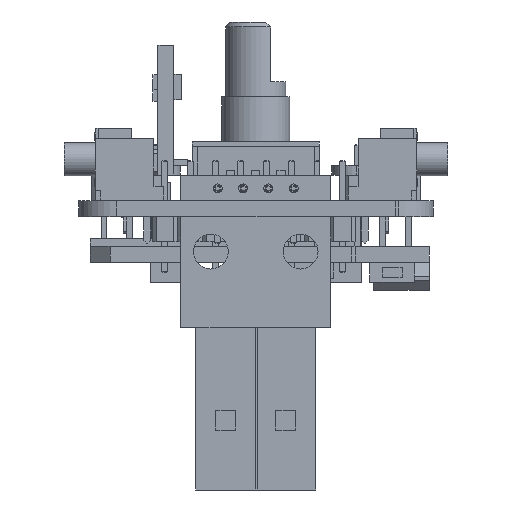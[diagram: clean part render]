
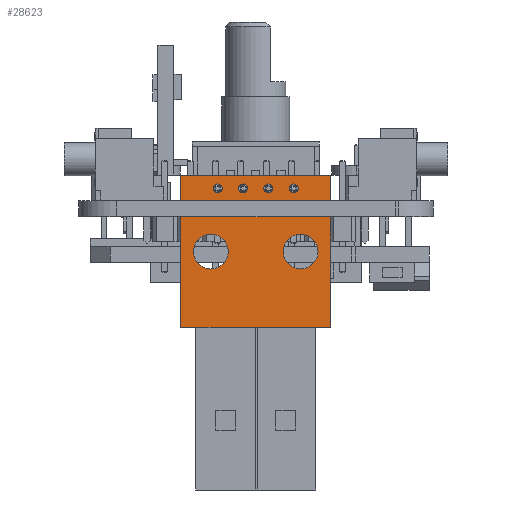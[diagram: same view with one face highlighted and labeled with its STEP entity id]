
A CAD part, front view. The second image highlights one B-rep face of the part: STEP entity #28623.
In plain terms, the highlighted face is planar.
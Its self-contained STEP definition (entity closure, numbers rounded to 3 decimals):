
#796=FACE_BOUND('',#5451,.T.);
#797=FACE_BOUND('',#5452,.T.);
#798=FACE_BOUND('',#5453,.T.);
#799=FACE_BOUND('',#5454,.T.);
#800=FACE_BOUND('',#5455,.T.);
#801=FACE_BOUND('',#5456,.T.);
#2087=PLANE('',#30735);
#3607=FACE_OUTER_BOUND('',#5450,.T.);
#5450=EDGE_LOOP('',(#26909,#26910,#26911,#26912));
#5451=EDGE_LOOP('',(#26913));
#5452=EDGE_LOOP('',(#26914));
#5453=EDGE_LOOP('',(#26915));
#5454=EDGE_LOOP('',(#26916));
#5455=EDGE_LOOP('',(#26917));
#5456=EDGE_LOOP('',(#26918));
#5819=CIRCLE('',#30714,1.75);
#5821=CIRCLE('',#30717,1.75);
#5822=CIRCLE('',#30719,0.445);
#5824=CIRCLE('',#30722,0.445);
#5826=CIRCLE('',#30725,0.445);
#5828=CIRCLE('',#30728,0.445);
#9246=LINE('',#47132,#12672);
#9249=LINE('',#47138,#12675);
#9252=LINE('',#47144,#12678);
#9255=LINE('',#47148,#12681);
#12672=VECTOR('',#37936,10.);
#12675=VECTOR('',#37941,10.);
#12678=VECTOR('',#37946,10.);
#12681=VECTOR('',#37951,10.);
#15209=VERTEX_POINT('',#47092);
#15211=VERTEX_POINT('',#47098);
#15212=VERTEX_POINT('',#47102);
#15214=VERTEX_POINT('',#47108);
#15216=VERTEX_POINT('',#47114);
#15218=VERTEX_POINT('',#47120);
#15222=VERTEX_POINT('',#47129);
#15223=VERTEX_POINT('',#47131);
#15225=VERTEX_POINT('',#47137);
#15227=VERTEX_POINT('',#47143);
#19097=EDGE_CURVE('',#15209,#15209,#5819,.T.);
#19100=EDGE_CURVE('',#15211,#15211,#5821,.T.);
#19101=EDGE_CURVE('',#15212,#15212,#5822,.T.);
#19104=EDGE_CURVE('',#15214,#15214,#5824,.T.);
#19107=EDGE_CURVE('',#15216,#15216,#5826,.T.);
#19110=EDGE_CURVE('',#15218,#15218,#5828,.T.);
#19115=EDGE_CURVE('',#15223,#15222,#9246,.T.);
#19118=EDGE_CURVE('',#15225,#15223,#9249,.T.);
#19121=EDGE_CURVE('',#15227,#15225,#9252,.T.);
#19124=EDGE_CURVE('',#15222,#15227,#9255,.T.);
#26909=ORIENTED_EDGE('',*,*,#19124,.T.);
#26910=ORIENTED_EDGE('',*,*,#19121,.T.);
#26911=ORIENTED_EDGE('',*,*,#19118,.T.);
#26912=ORIENTED_EDGE('',*,*,#19115,.T.);
#26913=ORIENTED_EDGE('',*,*,#19097,.T.);
#26914=ORIENTED_EDGE('',*,*,#19100,.T.);
#26915=ORIENTED_EDGE('',*,*,#19110,.T.);
#26916=ORIENTED_EDGE('',*,*,#19107,.T.);
#26917=ORIENTED_EDGE('',*,*,#19104,.T.);
#26918=ORIENTED_EDGE('',*,*,#19101,.T.);
#28623=ADVANCED_FACE('',(#3607,#796,#797,#798,#799,#800,#801),#2087,.F.);
#30714=AXIS2_PLACEMENT_3D('',#47094,#37895,#37896);
#30717=AXIS2_PLACEMENT_3D('',#47100,#37902,#37903);
#30719=AXIS2_PLACEMENT_3D('',#47103,#37906,#37907);
#30722=AXIS2_PLACEMENT_3D('',#47109,#37913,#37914);
#30725=AXIS2_PLACEMENT_3D('',#47115,#37920,#37921);
#30728=AXIS2_PLACEMENT_3D('',#47121,#37927,#37928);
#30735=AXIS2_PLACEMENT_3D('',#47150,#37954,#37955);
#37895=DIRECTION('center_axis',(0.,0.,1.));
#37896=DIRECTION('ref_axis',(-1.,0.,0.));
#37902=DIRECTION('center_axis',(0.,0.,1.));
#37903=DIRECTION('ref_axis',(-1.,0.,0.));
#37906=DIRECTION('center_axis',(0.,0.,1.));
#37907=DIRECTION('ref_axis',(1.,0.,0.));
#37913=DIRECTION('center_axis',(0.,0.,1.));
#37914=DIRECTION('ref_axis',(1.,0.,0.));
#37920=DIRECTION('center_axis',(0.,0.,1.));
#37921=DIRECTION('ref_axis',(1.,0.,0.));
#37927=DIRECTION('center_axis',(0.,0.,1.));
#37928=DIRECTION('ref_axis',(1.,0.,0.));
#37936=DIRECTION('',(0.,1.,0.));
#37941=DIRECTION('',(-1.,0.,0.));
#37946=DIRECTION('',(0.,-1.,0.));
#37951=DIRECTION('',(1.,0.,0.));
#37954=DIRECTION('center_axis',(0.,0.,1.));
#37955=DIRECTION('ref_axis',(1.,0.,0.));
#47092=CARTESIAN_POINT('',(-2.75,7.6,-2.65));
#47094=CARTESIAN_POINT('Origin',(-4.5,7.6,-2.65));
#47098=CARTESIAN_POINT('',(6.25,7.6,-2.65));
#47100=CARTESIAN_POINT('Origin',(4.5,7.6,-2.65));
#47102=CARTESIAN_POINT('',(3.365,1.27,-2.65));
#47103=CARTESIAN_POINT('Origin',(3.81,1.27,-2.65));
#47108=CARTESIAN_POINT('',(-1.715,1.27,-2.65));
#47109=CARTESIAN_POINT('Origin',(-1.27,1.27,-2.65));
#47114=CARTESIAN_POINT('',(-4.255,1.27,-2.65));
#47115=CARTESIAN_POINT('Origin',(-3.81,1.27,-2.65));
#47120=CARTESIAN_POINT('',(0.825,1.27,-2.65));
#47121=CARTESIAN_POINT('Origin',(1.27,1.27,-2.65));
#47129=CARTESIAN_POINT('',(-7.5,15.2,-2.65));
#47131=CARTESIAN_POINT('',(-7.5,0.,-2.65));
#47132=CARTESIAN_POINT('',(-7.5,15.2,-2.65));
#47137=CARTESIAN_POINT('',(7.5,0.,-2.65));
#47138=CARTESIAN_POINT('',(-7.5,0.,-2.65));
#47143=CARTESIAN_POINT('',(7.5,15.2,-2.65));
#47144=CARTESIAN_POINT('',(7.5,15.2,-2.65));
#47148=CARTESIAN_POINT('',(0.,15.2,-2.65));
#47150=CARTESIAN_POINT('Origin',(0.,7.6,-2.65));
